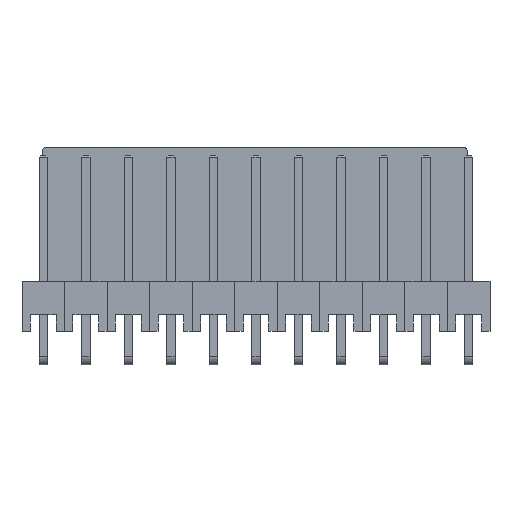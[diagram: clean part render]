
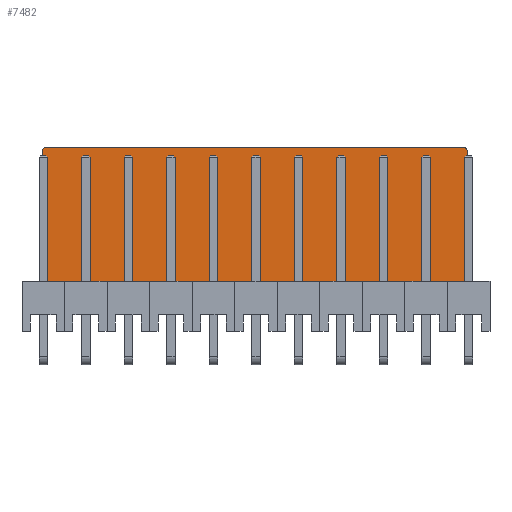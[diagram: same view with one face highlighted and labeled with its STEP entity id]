
A CAD part, front view. The second image highlights one B-rep face of the part: STEP entity #7482.
In plain terms, the highlighted face is planar.
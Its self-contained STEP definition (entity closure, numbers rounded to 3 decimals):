
#7132 = PLANE('',#7133);
#7133 = AXIS2_PLACEMENT_3D('',#7134,#7135,#7136);
#7134 = CARTESIAN_POINT('',(26.6,3.,0.));
#7135 = DIRECTION('',(-1.,0.,0.));
#7136 = DIRECTION('',(0.,1.,0.));
#7157 = VERTEX_POINT('',#7158);
#7158 = CARTESIAN_POINT('',(26.6,3.,1.));
#7172 = PLANE('',#7173);
#7173 = AXIS2_PLACEMENT_3D('',#7174,#7175,#7176);
#7174 = CARTESIAN_POINT('',(1.2,3.,0.));
#7175 = DIRECTION('',(0.,1.,0.));
#7176 = DIRECTION('',(1.,0.,0.));
#7184 = EDGE_CURVE('',#7157,#7185,#7187,.T.);
#7185 = VERTEX_POINT('',#7186);
#7186 = CARTESIAN_POINT('',(26.6,10.7,1.));
#7187 = SURFACE_CURVE('',#7188,(#7192,#7199),.PCURVE_S1.);
#7188 = LINE('',#7189,#7190);
#7189 = CARTESIAN_POINT('',(26.6,3.,1.));
#7190 = VECTOR('',#7191,1.);
#7191 = DIRECTION('',(0.,1.,0.));
#7192 = PCURVE('',#7132,#7193);
#7193 = DEFINITIONAL_REPRESENTATION('',(#7194),#7198);
#7194 = LINE('',#7195,#7196);
#7195 = CARTESIAN_POINT('',(0.,-1.));
#7196 = VECTOR('',#7197,1.);
#7197 = DIRECTION('',(1.,0.));
#7198 = ( GEOMETRIC_REPRESENTATION_CONTEXT(2) 
PARAMETRIC_REPRESENTATION_CONTEXT() REPRESENTATION_CONTEXT('2D SPACE',''
  ) );
#7199 = PCURVE('',#7200,#7205);
#7200 = PLANE('',#7201);
#7201 = AXIS2_PLACEMENT_3D('',#7202,#7203,#7204);
#7202 = CARTESIAN_POINT('',(26.6,3.,1.));
#7203 = DIRECTION('',(0.,0.,-1.));
#7204 = DIRECTION('',(0.,1.,0.));
#7205 = DEFINITIONAL_REPRESENTATION('',(#7206),#7210);
#7206 = LINE('',#7207,#7208);
#7207 = CARTESIAN_POINT('',(0.,0.));
#7208 = VECTOR('',#7209,1.);
#7209 = DIRECTION('',(1.,0.));
#7210 = ( GEOMETRIC_REPRESENTATION_CONTEXT(2) 
PARAMETRIC_REPRESENTATION_CONTEXT() REPRESENTATION_CONTEXT('2D SPACE',''
  ) );
#7226 = CYLINDRICAL_SURFACE('',#7227,0.3);
#7227 = AXIS2_PLACEMENT_3D('',#7228,#7229,#7230);
#7228 = CARTESIAN_POINT('',(26.3,10.7,0.));
#7229 = DIRECTION('',(0.,0.,1.));
#7230 = DIRECTION('',(1.,0.,-0.));
#7281 = PLANE('',#7282);
#7282 = AXIS2_PLACEMENT_3D('',#7283,#7284,#7285);
#7283 = CARTESIAN_POINT('',(1.2,11.,0.));
#7284 = DIRECTION('',(1.,0.,0.));
#7285 = DIRECTION('',(0.,-1.,0.));
#7314 = CYLINDRICAL_SURFACE('',#7315,0.3);
#7315 = AXIS2_PLACEMENT_3D('',#7316,#7317,#7318);
#7316 = CARTESIAN_POINT('',(1.5,10.7,0.));
#7317 = DIRECTION('',(0.,0.,1.));
#7318 = DIRECTION('',(-0.,1.,0.));
#7342 = PLANE('',#7343);
#7343 = AXIS2_PLACEMENT_3D('',#7344,#7345,#7346);
#7344 = CARTESIAN_POINT('',(26.6,11.,0.));
#7345 = DIRECTION('',(0.,-1.,0.));
#7346 = DIRECTION('',(-1.,0.,0.));
#7385 = VERTEX_POINT('',#7386);
#7386 = CARTESIAN_POINT('',(26.3,11.,1.));
#7407 = EDGE_CURVE('',#7185,#7385,#7408,.T.);
#7408 = SURFACE_CURVE('',#7409,(#7414,#7421),.PCURVE_S1.);
#7409 = CIRCLE('',#7410,0.3);
#7410 = AXIS2_PLACEMENT_3D('',#7411,#7412,#7413);
#7411 = CARTESIAN_POINT('',(26.3,10.7,1.));
#7412 = DIRECTION('',(0.,0.,1.));
#7413 = DIRECTION('',(0.,-1.,0.));
#7414 = PCURVE('',#7226,#7415);
#7415 = DEFINITIONAL_REPRESENTATION('',(#7416),#7420);
#7416 = LINE('',#7417,#7418);
#7417 = CARTESIAN_POINT('',(-1.571,1.));
#7418 = VECTOR('',#7419,1.);
#7419 = DIRECTION('',(1.,0.));
#7420 = ( GEOMETRIC_REPRESENTATION_CONTEXT(2) 
PARAMETRIC_REPRESENTATION_CONTEXT() REPRESENTATION_CONTEXT('2D SPACE',''
  ) );
#7421 = PCURVE('',#7200,#7422);
#7422 = DEFINITIONAL_REPRESENTATION('',(#7423),#7431);
#7423 = ( BOUNDED_CURVE() B_SPLINE_CURVE(2,(#7424,#7425,#7426,#7427,
#7428,#7429,#7430),.UNSPECIFIED.,.F.,.F.) B_SPLINE_CURVE_WITH_KNOTS((1,2
    ,2,2,2,1),(-2.094,0.,2.094,4.189,
6.283,8.378),.UNSPECIFIED.) CURVE() 
GEOMETRIC_REPRESENTATION_ITEM() RATIONAL_B_SPLINE_CURVE((1.,0.5,1.,0.5,
1.,0.5,1.)) REPRESENTATION_ITEM('') );
#7424 = CARTESIAN_POINT('',(7.4,-0.3));
#7425 = CARTESIAN_POINT('',(7.4,0.22));
#7426 = CARTESIAN_POINT('',(7.85,-0.04));
#7427 = CARTESIAN_POINT('',(8.3,-0.3));
#7428 = CARTESIAN_POINT('',(7.85,-0.56));
#7429 = CARTESIAN_POINT('',(7.4,-0.82));
#7430 = CARTESIAN_POINT('',(7.4,-0.3));
#7431 = ( GEOMETRIC_REPRESENTATION_CONTEXT(2) 
PARAMETRIC_REPRESENTATION_CONTEXT() REPRESENTATION_CONTEXT('2D SPACE',''
  ) );
#7438 = VERTEX_POINT('',#7439);
#7439 = CARTESIAN_POINT('',(1.2,3.,1.));
#7460 = EDGE_CURVE('',#7438,#7157,#7461,.T.);
#7461 = SURFACE_CURVE('',#7462,(#7466,#7473),.PCURVE_S1.);
#7462 = LINE('',#7463,#7464);
#7463 = CARTESIAN_POINT('',(1.2,3.,1.));
#7464 = VECTOR('',#7465,1.);
#7465 = DIRECTION('',(1.,0.,0.));
#7466 = PCURVE('',#7172,#7467);
#7467 = DEFINITIONAL_REPRESENTATION('',(#7468),#7472);
#7468 = LINE('',#7469,#7470);
#7469 = CARTESIAN_POINT('',(0.,-1.));
#7470 = VECTOR('',#7471,1.);
#7471 = DIRECTION('',(1.,0.));
#7472 = ( GEOMETRIC_REPRESENTATION_CONTEXT(2) 
PARAMETRIC_REPRESENTATION_CONTEXT() REPRESENTATION_CONTEXT('2D SPACE',''
  ) );
#7473 = PCURVE('',#7200,#7474);
#7474 = DEFINITIONAL_REPRESENTATION('',(#7475),#7479);
#7475 = LINE('',#7476,#7477);
#7476 = CARTESIAN_POINT('',(0.,-25.4));
#7477 = VECTOR('',#7478,1.);
#7478 = DIRECTION('',(0.,1.));
#7479 = ( GEOMETRIC_REPRESENTATION_CONTEXT(2) 
PARAMETRIC_REPRESENTATION_CONTEXT() REPRESENTATION_CONTEXT('2D SPACE',''
  ) );
#7482 = ADVANCED_FACE('',(#7483),#7200,.F.);
#7483 = FACE_BOUND('',#7484,.F.);
#7484 = EDGE_LOOP('',(#7485,#7486,#7487,#7510,#7538,#7559));
#7485 = ORIENTED_EDGE('',*,*,#7184,.F.);
#7486 = ORIENTED_EDGE('',*,*,#7460,.F.);
#7487 = ORIENTED_EDGE('',*,*,#7488,.F.);
#7488 = EDGE_CURVE('',#7489,#7438,#7491,.T.);
#7489 = VERTEX_POINT('',#7490);
#7490 = CARTESIAN_POINT('',(1.2,10.7,1.));
#7491 = SURFACE_CURVE('',#7492,(#7496,#7503),.PCURVE_S1.);
#7492 = LINE('',#7493,#7494);
#7493 = CARTESIAN_POINT('',(1.2,11.,1.));
#7494 = VECTOR('',#7495,1.);
#7495 = DIRECTION('',(0.,-1.,0.));
#7496 = PCURVE('',#7200,#7497);
#7497 = DEFINITIONAL_REPRESENTATION('',(#7498),#7502);
#7498 = LINE('',#7499,#7500);
#7499 = CARTESIAN_POINT('',(8.,-25.4));
#7500 = VECTOR('',#7501,1.);
#7501 = DIRECTION('',(-1.,0.));
#7502 = ( GEOMETRIC_REPRESENTATION_CONTEXT(2) 
PARAMETRIC_REPRESENTATION_CONTEXT() REPRESENTATION_CONTEXT('2D SPACE',''
  ) );
#7503 = PCURVE('',#7281,#7504);
#7504 = DEFINITIONAL_REPRESENTATION('',(#7505),#7509);
#7505 = LINE('',#7506,#7507);
#7506 = CARTESIAN_POINT('',(0.,-1.));
#7507 = VECTOR('',#7508,1.);
#7508 = DIRECTION('',(1.,0.));
#7509 = ( GEOMETRIC_REPRESENTATION_CONTEXT(2) 
PARAMETRIC_REPRESENTATION_CONTEXT() REPRESENTATION_CONTEXT('2D SPACE',''
  ) );
#7510 = ORIENTED_EDGE('',*,*,#7511,.F.);
#7511 = EDGE_CURVE('',#7512,#7489,#7514,.T.);
#7512 = VERTEX_POINT('',#7513);
#7513 = CARTESIAN_POINT('',(1.5,11.,1.));
#7514 = SURFACE_CURVE('',#7515,(#7520,#7531),.PCURVE_S1.);
#7515 = CIRCLE('',#7516,0.3);
#7516 = AXIS2_PLACEMENT_3D('',#7517,#7518,#7519);
#7517 = CARTESIAN_POINT('',(1.5,10.7,1.));
#7518 = DIRECTION('',(0.,0.,1.));
#7519 = DIRECTION('',(0.,-1.,0.));
#7520 = PCURVE('',#7200,#7521);
#7521 = DEFINITIONAL_REPRESENTATION('',(#7522),#7530);
#7522 = ( BOUNDED_CURVE() B_SPLINE_CURVE(2,(#7523,#7524,#7525,#7526,
#7527,#7528,#7529),.UNSPECIFIED.,.F.,.F.) B_SPLINE_CURVE_WITH_KNOTS((1,2
    ,2,2,2,1),(-2.094,0.,2.094,4.189,
6.283,8.378),.UNSPECIFIED.) CURVE() 
GEOMETRIC_REPRESENTATION_ITEM() RATIONAL_B_SPLINE_CURVE((1.,0.5,1.,0.5,
1.,0.5,1.)) REPRESENTATION_ITEM('') );
#7523 = CARTESIAN_POINT('',(7.4,-25.1));
#7524 = CARTESIAN_POINT('',(7.4,-24.58));
#7525 = CARTESIAN_POINT('',(7.85,-24.84));
#7526 = CARTESIAN_POINT('',(8.3,-25.1));
#7527 = CARTESIAN_POINT('',(7.85,-25.36));
#7528 = CARTESIAN_POINT('',(7.4,-25.62));
#7529 = CARTESIAN_POINT('',(7.4,-25.1));
#7530 = ( GEOMETRIC_REPRESENTATION_CONTEXT(2) 
PARAMETRIC_REPRESENTATION_CONTEXT() REPRESENTATION_CONTEXT('2D SPACE',''
  ) );
#7531 = PCURVE('',#7314,#7532);
#7532 = DEFINITIONAL_REPRESENTATION('',(#7533),#7537);
#7533 = LINE('',#7534,#7535);
#7534 = CARTESIAN_POINT('',(-3.142,1.));
#7535 = VECTOR('',#7536,1.);
#7536 = DIRECTION('',(1.,0.));
#7537 = ( GEOMETRIC_REPRESENTATION_CONTEXT(2) 
PARAMETRIC_REPRESENTATION_CONTEXT() REPRESENTATION_CONTEXT('2D SPACE',''
  ) );
#7538 = ORIENTED_EDGE('',*,*,#7539,.F.);
#7539 = EDGE_CURVE('',#7385,#7512,#7540,.T.);
#7540 = SURFACE_CURVE('',#7541,(#7545,#7552),.PCURVE_S1.);
#7541 = LINE('',#7542,#7543);
#7542 = CARTESIAN_POINT('',(26.6,11.,1.));
#7543 = VECTOR('',#7544,1.);
#7544 = DIRECTION('',(-1.,0.,0.));
#7545 = PCURVE('',#7200,#7546);
#7546 = DEFINITIONAL_REPRESENTATION('',(#7547),#7551);
#7547 = LINE('',#7548,#7549);
#7548 = CARTESIAN_POINT('',(8.,0.));
#7549 = VECTOR('',#7550,1.);
#7550 = DIRECTION('',(0.,-1.));
#7551 = ( GEOMETRIC_REPRESENTATION_CONTEXT(2) 
PARAMETRIC_REPRESENTATION_CONTEXT() REPRESENTATION_CONTEXT('2D SPACE',''
  ) );
#7552 = PCURVE('',#7342,#7553);
#7553 = DEFINITIONAL_REPRESENTATION('',(#7554),#7558);
#7554 = LINE('',#7555,#7556);
#7555 = CARTESIAN_POINT('',(0.,-1.));
#7556 = VECTOR('',#7557,1.);
#7557 = DIRECTION('',(1.,0.));
#7558 = ( GEOMETRIC_REPRESENTATION_CONTEXT(2) 
PARAMETRIC_REPRESENTATION_CONTEXT() REPRESENTATION_CONTEXT('2D SPACE',''
  ) );
#7559 = ORIENTED_EDGE('',*,*,#7407,.F.);
